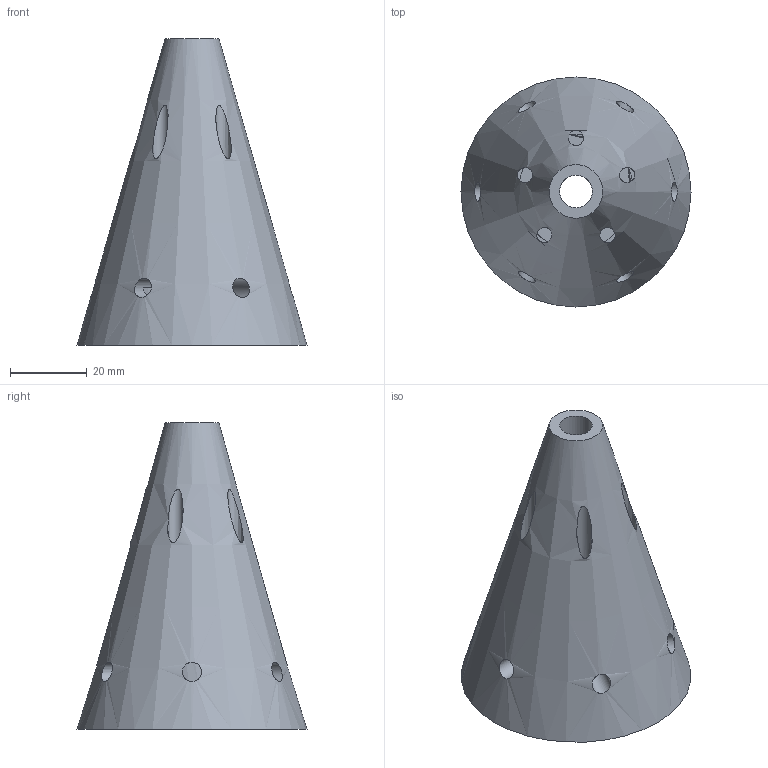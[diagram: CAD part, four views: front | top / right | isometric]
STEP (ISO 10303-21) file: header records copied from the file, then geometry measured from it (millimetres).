
FILE_DESCRIPTION(('FreeCAD Model'),'2;1');
FILE_NAME('Open CASCADE Shape Model','2021-11-30T15:16:21',('Author'),( ''),'Open CASCADE STEP processor 7.5','FreeCAD','Unknown');
FILE_SCHEMA(('AUTOMOTIVE_DESIGN { 1 0 10303 214 1 1 1 1 }'));
Length unit declared in the file: millimetre
Products named in the file (1): Body
Bounding box: 60 x 60 x 80 mm (x, y, z)
Surface area: 19804.7 mm2 (no closed solid volume)
Topology: 0 solids, 1 shells, 37 faces, 105 edges, 72 vertices
Faces by surface type: cylinder 21, plane 15, cone 1
Full cylindrical faces by diameter (mm): 2.5 x5, 4 x5, 5 x6, 8.5 x1, 16 x1, 30 x1, 50 x1
Entity records: 9610 total; most frequent: CARTESIAN_POINT 7539, DIRECTION 359, ORIENTED_EDGE 212, PCURVE 212, DEFINITIONAL_REPRESENTATION 212, LINE 157, VECTOR 157, EDGE_CURVE 106
